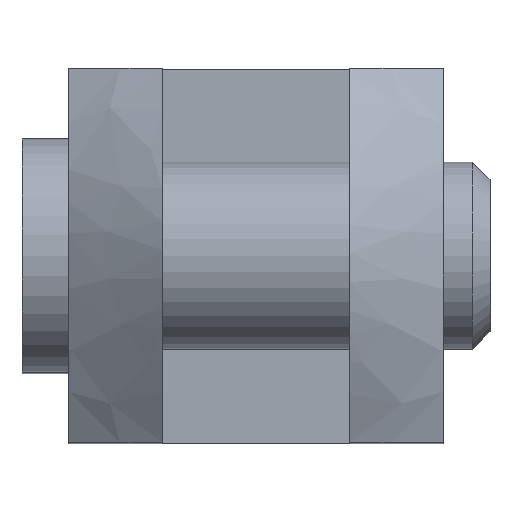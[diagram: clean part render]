
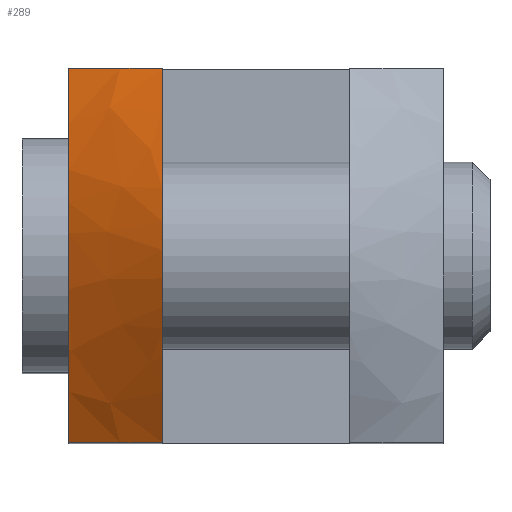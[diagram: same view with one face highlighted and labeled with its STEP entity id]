
A CAD part, top view. The second image highlights one B-rep face of the part: STEP entity #289.
In plain terms, the highlighted conical face has half-angle 60 degrees and reference radius 866.025 mm.
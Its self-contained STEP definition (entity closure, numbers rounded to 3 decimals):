
#217=CARTESIAN_POINT('',(0.,0.,-430.381));
#218=DIRECTION('',(0.,0.,-1.0));
#219=DIRECTION('',(1.0,0.0,0.0));
#220=AXIS2_PLACEMENT_3D('',#217,#218,#219);
#221=CONICAL_SURFACE('',#220,866.025,60.);
#222=CARTESIAN_POINT('',(-8.,-16.,59.291));
#223=VERTEX_POINT('',#222);
#224=CARTESIAN_POINT('',(-16.,-16.,56.555));
#225=VERTEX_POINT('',#224);
#226=CARTESIAN_POINT('',(107.744,-16.,6.731));
#227=CARTESIAN_POINT('',(0.,-16.,68.262));
#228=CARTESIAN_POINT('',(-107.744,-16.,6.731));
#236=(BOUNDED_CURVE()B_SPLINE_CURVE(2,(#226,#227,#228),.UNSPECIFIED.,.F.,.U.)B_SPLINE_CURVE_WITH_KNOTS((3,3),(0.0,24.072),.UNSPECIFIED.)CURVE()GEOMETRIC_REPRESENTATION_ITEM()RATIONAL_B_SPLINE_CURVE((1.0,6.808,1.0))REPRESENTATION_ITEM(''));
#237=EDGE_CURVE('',#223,#225,#236,.T.);
#238=ORIENTED_EDGE('',*,*,#237,.F.);
#239=CARTESIAN_POINT('',(-8.,16.,59.291));
#240=VERTEX_POINT('',#239);
#241=CARTESIAN_POINT('',(-8.,97.74,13.));
#242=CARTESIAN_POINT('',(-8.,48.87,41.121));
#243=CARTESIAN_POINT('',(-8.,15.232,59.972));
#244=CARTESIAN_POINT('',(-8.,2.48,65.486));
#245=CARTESIAN_POINT('',(-8.,-6.389,64.243));
#246=CARTESIAN_POINT('',(-8.,-22.584,55.899));
#247=CARTESIAN_POINT('',(-8.,-53.988,38.176));
#248=CARTESIAN_POINT('',(-8.,-97.74,13.));
#256=(BOUNDED_CURVE()B_SPLINE_CURVE(2,(#241,#242,#243,#244,#245,#246,#247,#248),.UNSPECIFIED.,.F.,.U.)B_SPLINE_CURVE_WITH_KNOTS((3,1,1,1,1,1,3),(0.0,1.67,5.66,12.552,18.458,20.769,22.142),.UNSPECIFIED.)CURVE()GEOMETRIC_REPRESENTATION_ITEM()RATIONAL_B_SPLINE_CURVE((1.0,1.849,4.293,6.997,6.127,3.339,1.698,1.0))REPRESENTATION_ITEM(''));
#257=EDGE_CURVE('',#240,#223,#256,.T.);
#258=ORIENTED_EDGE('',*,*,#257,.F.);
#259=CARTESIAN_POINT('',(-16.,16.,56.555));
#260=VERTEX_POINT('',#259);
#261=CARTESIAN_POINT('',(-107.744,16.,6.731));
#262=CARTESIAN_POINT('',(0.,16.,68.262));
#263=CARTESIAN_POINT('',(107.744,16.,6.731));
#271=(BOUNDED_CURVE()B_SPLINE_CURVE(2,(#261,#262,#263),.UNSPECIFIED.,.F.,.U.)B_SPLINE_CURVE_WITH_KNOTS((3,3),(0.0,24.072),.UNSPECIFIED.)CURVE()GEOMETRIC_REPRESENTATION_ITEM()RATIONAL_B_SPLINE_CURVE((1.0,6.808,1.0))REPRESENTATION_ITEM(''));
#272=EDGE_CURVE('',#260,#240,#271,.T.);
#273=ORIENTED_EDGE('',*,*,#272,.F.);
#274=CARTESIAN_POINT('',(-16.,107.742,6.732));
#275=CARTESIAN_POINT('',(-16.,0.,68.262));
#276=CARTESIAN_POINT('',(-16.,-107.742,6.732));
#284=(BOUNDED_CURVE()B_SPLINE_CURVE(2,(#274,#275,#276),.UNSPECIFIED.,.F.,.U.)B_SPLINE_CURVE_WITH_KNOTS((3,3),(0.0,24.072),.UNSPECIFIED.)CURVE()GEOMETRIC_REPRESENTATION_ITEM()RATIONAL_B_SPLINE_CURVE((1.0,6.808,1.0))REPRESENTATION_ITEM(''));
#285=EDGE_CURVE('',#225,#260,#284,.F.);
#286=ORIENTED_EDGE('',*,*,#285,.F.);
#287=EDGE_LOOP('',(#238,#258,#273,#286));
#288=FACE_OUTER_BOUND('',#287,.T.);
#289=ADVANCED_FACE('',(#288),#221,.T.);
